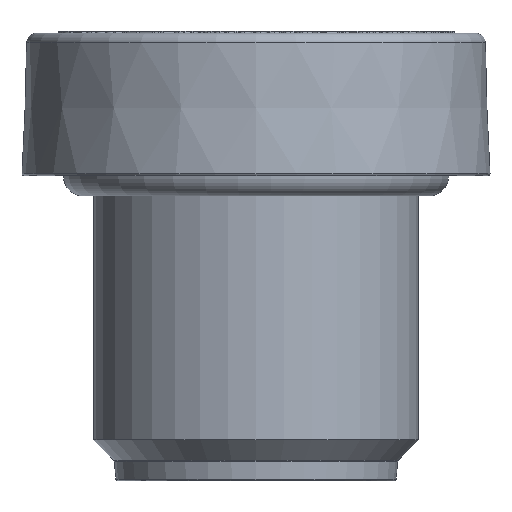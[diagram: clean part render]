
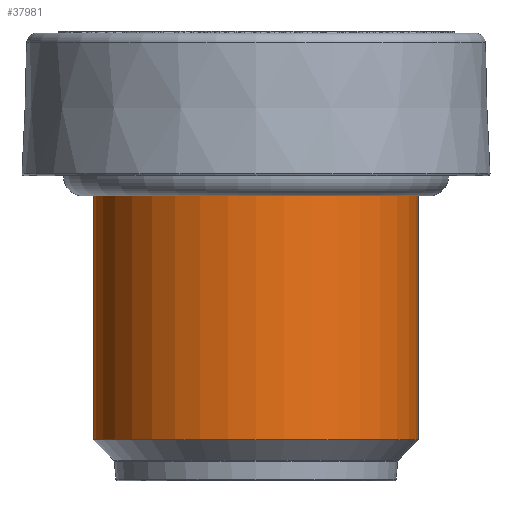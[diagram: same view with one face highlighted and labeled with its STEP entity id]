
A CAD part, front view. The second image highlights one B-rep face of the part: STEP entity #37981.
In plain terms, the highlighted cylindrical face has radius 7.984 mm (diameter 15.968 mm), a full revolution.
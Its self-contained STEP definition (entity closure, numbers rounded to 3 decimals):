
#106=CIRCLE('',#39204,7.984);
#107=CIRCLE('',#39205,7.984);
#126=CIRCLE('',#39232,7.984);
#127=CIRCLE('',#39233,7.984);
#159=CYLINDRICAL_SURFACE('',#39234,7.984);
#4588=FACE_OUTER_BOUND('',#6672,.T.);
#6672=EDGE_LOOP('',(#33042,#33043,#33044,#33045,#33046,#33047));
#10255=LINE('',#66352,#13837);
#13837=VECTOR('',#45283,7.984);
#17307=VERTEX_POINT('',#66301);
#17308=VERTEX_POINT('',#66303);
#17323=VERTEX_POINT('',#66347);
#17324=VERTEX_POINT('',#66348);
#22542=EDGE_CURVE('',#17307,#17308,#106,.T.);
#22543=EDGE_CURVE('',#17308,#17307,#107,.T.);
#22563=EDGE_CURVE('',#17323,#17324,#126,.T.);
#22564=EDGE_CURVE('',#17324,#17323,#127,.T.);
#22565=EDGE_CURVE('',#17307,#17324,#10255,.T.);
#33042=ORIENTED_EDGE('',*,*,#22543,.F.);
#33043=ORIENTED_EDGE('',*,*,#22542,.F.);
#33044=ORIENTED_EDGE('',*,*,#22565,.T.);
#33045=ORIENTED_EDGE('',*,*,#22564,.T.);
#33046=ORIENTED_EDGE('',*,*,#22563,.T.);
#33047=ORIENTED_EDGE('',*,*,#22565,.F.);
#37981=ADVANCED_FACE('',(#4588),#159,.T.);
#39204=AXIS2_PLACEMENT_3D('',#66304,#45220,#45221);
#39205=AXIS2_PLACEMENT_3D('',#66305,#45222,#45223);
#39232=AXIS2_PLACEMENT_3D('',#66349,#45277,#45278);
#39233=AXIS2_PLACEMENT_3D('',#66350,#45279,#45280);
#39234=AXIS2_PLACEMENT_3D('',#66351,#45281,#45282);
#45220=DIRECTION('center_axis',(0.,0.,-1.));
#45221=DIRECTION('ref_axis',(1.,0.,0.));
#45222=DIRECTION('center_axis',(0.,0.,-1.));
#45223=DIRECTION('ref_axis',(1.,0.,0.));
#45277=DIRECTION('center_axis',(0.,0.,-1.));
#45278=DIRECTION('ref_axis',(1.,0.,0.));
#45279=DIRECTION('center_axis',(0.,0.,-1.));
#45280=DIRECTION('ref_axis',(1.,0.,0.));
#45281=DIRECTION('center_axis',(0.,0.,-1.));
#45282=DIRECTION('ref_axis',(0.,1.,0.));
#45283=DIRECTION('',(0.,0.,1.));
#66301=CARTESIAN_POINT('',(0.,-7.984,-9.481));
#66303=CARTESIAN_POINT('',(0.,7.984,-9.481));
#66304=CARTESIAN_POINT('Origin',(0.,0.,-9.481));
#66305=CARTESIAN_POINT('Origin',(0.,0.,-9.481));
#66347=CARTESIAN_POINT('',(0.,7.984,3.5));
#66348=CARTESIAN_POINT('',(0.,-7.984,3.5));
#66349=CARTESIAN_POINT('Origin',(0.,0.,3.5));
#66350=CARTESIAN_POINT('Origin',(0.,0.,3.5));
#66351=CARTESIAN_POINT('Origin',(0.,0.,-2.991));
#66352=CARTESIAN_POINT('',(0.,-7.984,-2.991));
